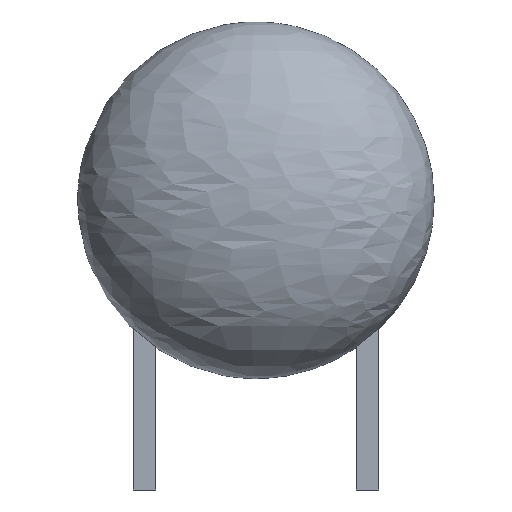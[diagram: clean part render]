
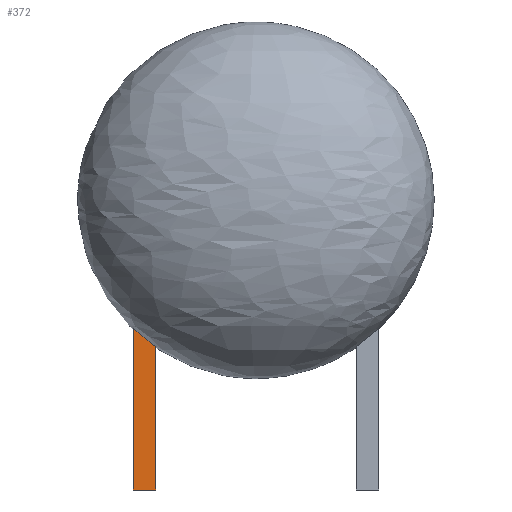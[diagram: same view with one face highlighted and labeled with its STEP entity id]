
A CAD part, front view. The second image highlights one B-rep face of the part: STEP entity #372.
In plain terms, the highlighted face is planar.
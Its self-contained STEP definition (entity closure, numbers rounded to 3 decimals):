
#112 = VERTEX_POINT('',#113);
#113 = CARTESIAN_POINT('',(-2.75,-0.25,1.121));
#125 = EDGE_CURVE('',#126,#112,#128,.T.);
#126 = VERTEX_POINT('',#127);
#127 = CARTESIAN_POINT('',(-2.25,-0.25,0.715));
#128 = B_SPLINE_CURVE_WITH_KNOTS('',5,(#129,#130,#131,#132,#133,#134),
  .UNSPECIFIED.,.F.,.F.,(6,6),(0.,1.),.PIECEWISE_BEZIER_KNOTS.);
#129 = CARTESIAN_POINT('',(-2.25,-0.25,0.715));
#130 = CARTESIAN_POINT('',(-2.356,-0.25,0.788));
#131 = CARTESIAN_POINT('',(-2.46,-0.25,0.865));
#132 = CARTESIAN_POINT('',(-2.56,-0.25,0.946));
#133 = CARTESIAN_POINT('',(-2.657,-0.25,1.032));
#134 = CARTESIAN_POINT('',(-2.75,-0.25,1.121));
#297 = EDGE_CURVE('',#298,#112,#300,.T.);
#298 = VERTEX_POINT('',#299);
#299 = CARTESIAN_POINT('',(-2.75,-0.25,-2.5));
#300 = LINE('',#301,#302);
#301 = CARTESIAN_POINT('',(-2.75,-0.25,-2.5));
#302 = VECTOR('',#303,1.);
#303 = DIRECTION('',(0.,0.,1.));
#352 = EDGE_CURVE('',#353,#126,#355,.T.);
#353 = VERTEX_POINT('',#354);
#354 = CARTESIAN_POINT('',(-2.25,-0.25,-2.5));
#355 = LINE('',#356,#357);
#356 = CARTESIAN_POINT('',(-2.25,-0.25,-2.5));
#357 = VECTOR('',#358,1.);
#358 = DIRECTION('',(0.,0.,1.));
#372 = ADVANCED_FACE('',(#373),#384,.F.);
#373 = FACE_BOUND('',#374,.F.);
#374 = EDGE_LOOP('',(#375,#376,#382,#383));
#375 = ORIENTED_EDGE('',*,*,#352,.F.);
#376 = ORIENTED_EDGE('',*,*,#377,.F.);
#377 = EDGE_CURVE('',#298,#353,#378,.T.);
#378 = LINE('',#379,#380);
#379 = CARTESIAN_POINT('',(-2.75,-0.25,-2.5));
#380 = VECTOR('',#381,1.);
#381 = DIRECTION('',(1.,0.,0.));
#382 = ORIENTED_EDGE('',*,*,#297,.T.);
#383 = ORIENTED_EDGE('',*,*,#125,.F.);
#384 = PLANE('',#385);
#385 = AXIS2_PLACEMENT_3D('',#386,#387,#388);
#386 = CARTESIAN_POINT('',(-2.75,-0.25,-2.5));
#387 = DIRECTION('',(0.,1.,0.));
#388 = DIRECTION('',(0.,0.,1.));
